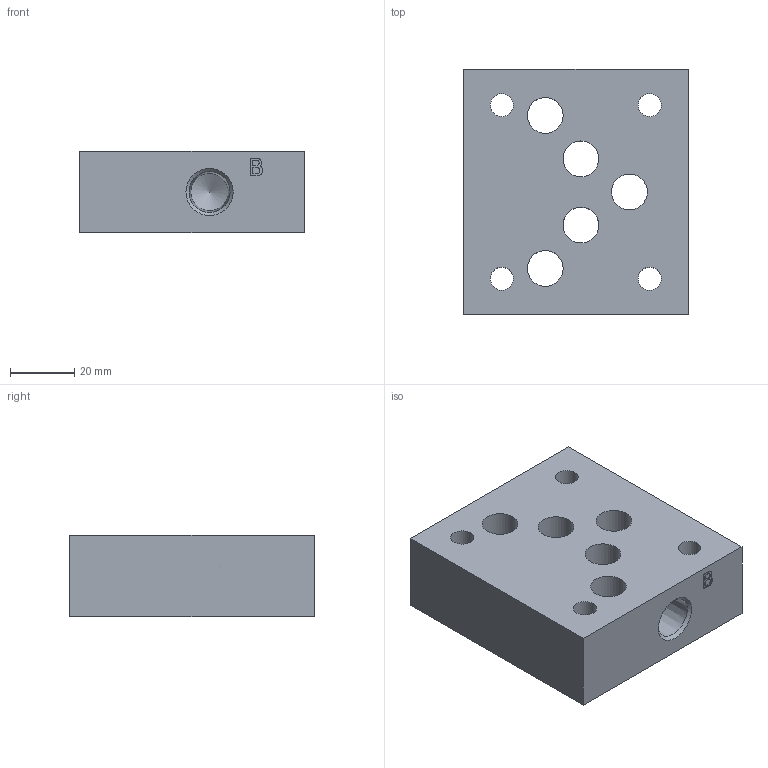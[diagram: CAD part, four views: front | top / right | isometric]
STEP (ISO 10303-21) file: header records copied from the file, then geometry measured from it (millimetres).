
FILE_DESCRIPTION( ( 'STEP AP214' ), ' ' );
FILE_NAME( 'AD05TPAB4P.stp', '2018-07-07T13:57:47', ( '' ), ( '' ), ' ', 'PARTsolutions', ' ' );
FILE_SCHEMA( ( 'AUTOMOTIVE_DESIGN { 1 0 10303 214 1 1 1 1 }' ) );
Length unit declared in the file: inch
Products named in the file (1): _AD05TPAB4P
Bounding box: 69.85 x 76.2 x 25.4 mm (x, y, z)
Volume: 113520.8 mm3; surface area: 24994 mm2
Topology: 1 solids, 1 shells, 168 faces, 440 edges, 292 vertices
Faces by surface type: plane 110, cylinder 52, cone 6
Full cylindrical faces by diameter (mm): 7.137 x4, 11.125 x5, 15.875 x5
Entity records: 6448 total; most frequent: CARTESIAN_POINT 879, DIRECTION 866, ORIENTED_EDGE 836, EDGE_CURVE 418, LINE 308, VECTOR 308, VERTEX_POINT 292, AXIS2_PLACEMENT_3D 279
